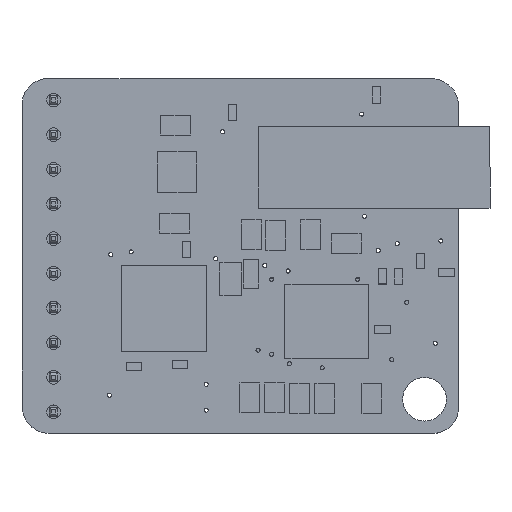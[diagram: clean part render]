
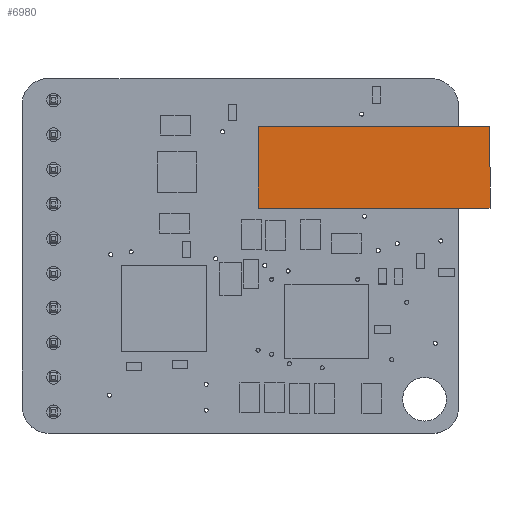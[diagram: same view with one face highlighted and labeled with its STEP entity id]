
A CAD part, top view. The second image highlights one B-rep face of the part: STEP entity #6980.
In plain terms, the highlighted planar face has unit normal (0, 0, 1).
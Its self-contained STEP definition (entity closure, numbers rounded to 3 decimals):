
#761=FACE_OUTER_BOUND('',#1230,.T.);
#1230=EDGE_LOOP('',(#5897,#5898,#5899,#5900));
#1979=LINE('',#11157,#2766);
#1982=LINE('',#11163,#2769);
#1985=LINE('',#11169,#2772);
#1988=LINE('',#11173,#2775);
#2766=VECTOR('',#9274,10.);
#2769=VECTOR('',#9279,10.);
#2772=VECTOR('',#9284,10.);
#2775=VECTOR('',#9289,10.);
#3348=VERTEX_POINT('',#11154);
#3349=VERTEX_POINT('',#11156);
#3351=VERTEX_POINT('',#11162);
#3353=VERTEX_POINT('',#11168);
#4201=EDGE_CURVE('',#3349,#3348,#1979,.T.);
#4204=EDGE_CURVE('',#3351,#3349,#1982,.T.);
#4207=EDGE_CURVE('',#3353,#3351,#1985,.T.);
#4210=EDGE_CURVE('',#3348,#3353,#1988,.T.);
#5897=ORIENTED_EDGE('',*,*,#4210,.T.);
#5898=ORIENTED_EDGE('',*,*,#4207,.T.);
#5899=ORIENTED_EDGE('',*,*,#4204,.T.);
#5900=ORIENTED_EDGE('',*,*,#4201,.T.);
#6315=PLANE('',#7618);
#6980=ADVANCED_FACE('',(#761),#6315,.T.);
#7618=AXIS2_PLACEMENT_3D('',#11174,#9290,#9291);
#9274=DIRECTION('',(-1.,0.,0.));
#9279=DIRECTION('',(0.,1.,0.));
#9284=DIRECTION('',(1.,0.,0.));
#9289=DIRECTION('',(0.,-1.,0.));
#9290=DIRECTION('center_axis',(0.,0.,1.));
#9291=DIRECTION('ref_axis',(1.,0.,0.));
#11154=CARTESIAN_POINT('',(-2.5,3.,0.1));
#11156=CARTESIAN_POINT('',(14.5,3.,0.1));
#11157=CARTESIAN_POINT('',(14.5,3.,0.1));
#11162=CARTESIAN_POINT('',(14.5,-3.,0.1));
#11163=CARTESIAN_POINT('',(14.5,-3.,0.1));
#11168=CARTESIAN_POINT('',(-2.5,-3.,0.1));
#11169=CARTESIAN_POINT('',(-2.5,-3.,0.1));
#11173=CARTESIAN_POINT('',(-2.5,3.,0.1));
#11174=CARTESIAN_POINT('Origin',(6.,0.,0.1));
